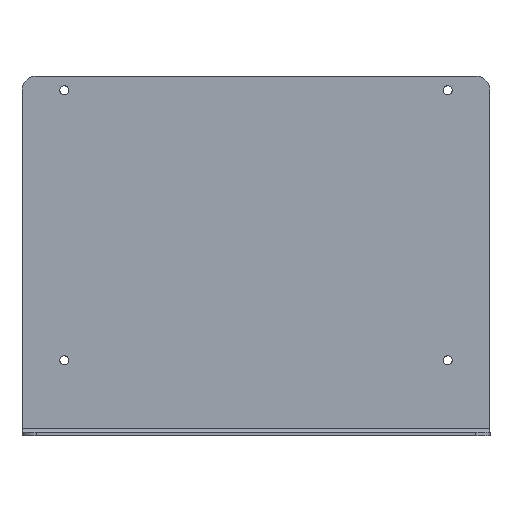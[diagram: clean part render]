
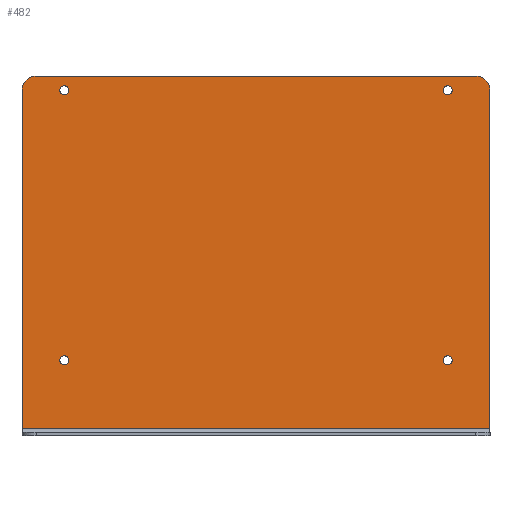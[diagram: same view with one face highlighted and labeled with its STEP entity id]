
A CAD part, top view. The second image highlights one B-rep face of the part: STEP entity #482.
In plain terms, the highlighted planar face has unit normal (0, 0, 1).
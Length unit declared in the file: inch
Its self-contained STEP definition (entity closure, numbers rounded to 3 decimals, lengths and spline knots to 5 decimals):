
#27=FACE_BOUND('',#107,.T.);
#28=FACE_BOUND('',#108,.T.);
#29=FACE_BOUND('',#109,.T.);
#30=FACE_BOUND('',#110,.T.);
#42=PLANE('',#556);
#68=FACE_OUTER_BOUND('',#106,.T.);
#106=EDGE_LOOP('',(#433,#434,#435,#436,#437,#438));
#107=EDGE_LOOP('',(#439));
#108=EDGE_LOOP('',(#440));
#109=EDGE_LOOP('',(#441));
#110=EDGE_LOOP('',(#442));
#131=LINE('',#775,#167);
#137=LINE('',#800,#173);
#145=LINE('',#830,#181);
#146=LINE('',#832,#182);
#167=VECTOR('',#629,0.3937);
#173=VECTOR('',#653,0.3937);
#181=VECTOR('',#697,0.3937);
#182=VECTOR('',#700,0.3937);
#195=CIRCLE('',#525,0.5);
#202=CIRCLE('',#535,0.5);
#203=CIRCLE('',#538,0.15625);
#204=CIRCLE('',#540,0.15625);
#205=CIRCLE('',#542,0.15625);
#206=CIRCLE('',#544,0.15625);
#231=VERTEX_POINT('',#762);
#232=VERTEX_POINT('',#763);
#236=VERTEX_POINT('',#773);
#244=VERTEX_POINT('',#793);
#245=VERTEX_POINT('',#794);
#246=VERTEX_POINT('',#799);
#247=VERTEX_POINT('',#803);
#248=VERTEX_POINT('',#807);
#249=VERTEX_POINT('',#811);
#250=VERTEX_POINT('',#815);
#279=EDGE_CURVE('',#231,#232,#195,.T.);
#285=EDGE_CURVE('',#236,#231,#131,.T.);
#294=EDGE_CURVE('',#244,#245,#202,.T.);
#297=EDGE_CURVE('',#245,#246,#137,.T.);
#300=EDGE_CURVE('',#247,#247,#203,.T.);
#302=EDGE_CURVE('',#248,#248,#204,.T.);
#304=EDGE_CURVE('',#249,#249,#205,.T.);
#306=EDGE_CURVE('',#250,#250,#206,.T.);
#313=EDGE_CURVE('',#236,#246,#145,.T.);
#314=EDGE_CURVE('',#232,#244,#146,.T.);
#433=ORIENTED_EDGE('',*,*,#279,.F.);
#434=ORIENTED_EDGE('',*,*,#285,.F.);
#435=ORIENTED_EDGE('',*,*,#313,.T.);
#436=ORIENTED_EDGE('',*,*,#297,.F.);
#437=ORIENTED_EDGE('',*,*,#294,.F.);
#438=ORIENTED_EDGE('',*,*,#314,.F.);
#439=ORIENTED_EDGE('',*,*,#300,.T.);
#440=ORIENTED_EDGE('',*,*,#302,.T.);
#441=ORIENTED_EDGE('',*,*,#304,.T.);
#442=ORIENTED_EDGE('',*,*,#306,.T.);
#482=ADVANCED_FACE('',(#68,#27,#28,#29,#30),#42,.T.);
#525=AXIS2_PLACEMENT_3D('',#764,#619,#620);
#535=AXIS2_PLACEMENT_3D('',#795,#647,#648);
#538=AXIS2_PLACEMENT_3D('',#805,#658,#659);
#540=AXIS2_PLACEMENT_3D('',#809,#663,#664);
#542=AXIS2_PLACEMENT_3D('',#813,#668,#669);
#544=AXIS2_PLACEMENT_3D('',#817,#673,#674);
#556=AXIS2_PLACEMENT_3D('',#833,#701,#702);
#619=DIRECTION('center_axis',(0.,0.,-1.));
#620=DIRECTION('ref_axis',(-0.707,0.707,0.));
#629=DIRECTION('',(0.,1.,0.));
#647=DIRECTION('center_axis',(0.,0.,-1.));
#648=DIRECTION('ref_axis',(0.707,0.707,0.));
#653=DIRECTION('',(0.,-1.,0.));
#658=DIRECTION('center_axis',(0.,0.,-1.));
#659=DIRECTION('ref_axis',(1.,0.,0.));
#663=DIRECTION('center_axis',(0.,0.,-1.));
#664=DIRECTION('ref_axis',(1.,0.,0.));
#668=DIRECTION('center_axis',(0.,0.,-1.));
#669=DIRECTION('ref_axis',(1.,0.,0.));
#673=DIRECTION('center_axis',(0.,0.,-1.));
#674=DIRECTION('ref_axis',(1.,0.,0.));
#697=DIRECTION('',(1.,0.,0.));
#700=DIRECTION('',(1.,0.,0.));
#701=DIRECTION('center_axis',(0.,0.,1.));
#702=DIRECTION('ref_axis',(1.,0.,0.));
#762=CARTESIAN_POINT('',(-8.125,12.,0.125));
#763=CARTESIAN_POINT('',(-7.625,12.5,0.125));
#764=CARTESIAN_POINT('Origin',(-7.625,12.,0.125));
#773=CARTESIAN_POINT('',(-8.125,0.25,0.125));
#775=CARTESIAN_POINT('',(-8.125,12.5,0.125));
#793=CARTESIAN_POINT('',(7.625,12.5,0.125));
#794=CARTESIAN_POINT('',(8.125,12.,0.125));
#795=CARTESIAN_POINT('Origin',(7.625,12.,0.125));
#799=CARTESIAN_POINT('',(8.125,0.25,0.125));
#800=CARTESIAN_POINT('',(8.125,0.,0.125));
#803=CARTESIAN_POINT('',(6.49725,2.63,0.125));
#805=CARTESIAN_POINT('Origin',(6.6535,2.63,0.125));
#807=CARTESIAN_POINT('',(-6.80975,12.,0.125));
#809=CARTESIAN_POINT('Origin',(-6.6535,12.,0.125));
#811=CARTESIAN_POINT('',(-6.80975,2.63,0.125));
#813=CARTESIAN_POINT('Origin',(-6.6535,2.63,0.125));
#815=CARTESIAN_POINT('',(6.49725,12.,0.125));
#817=CARTESIAN_POINT('Origin',(6.6535,12.,0.125));
#830=CARTESIAN_POINT('',(4.0625,0.25,0.125));
#832=CARTESIAN_POINT('',(8.125,12.5,0.125));
#833=CARTESIAN_POINT('Origin',(0.,6.25,0.125));
